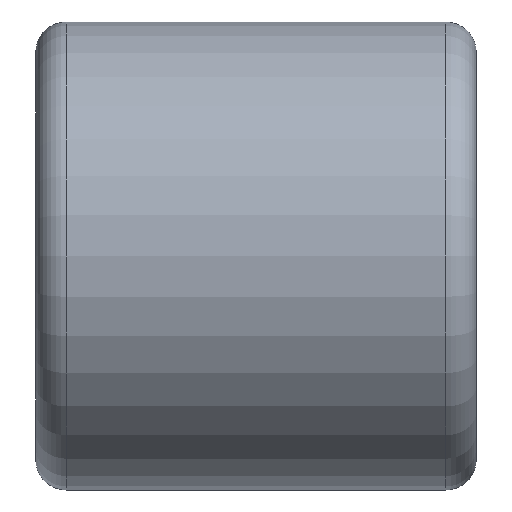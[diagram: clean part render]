
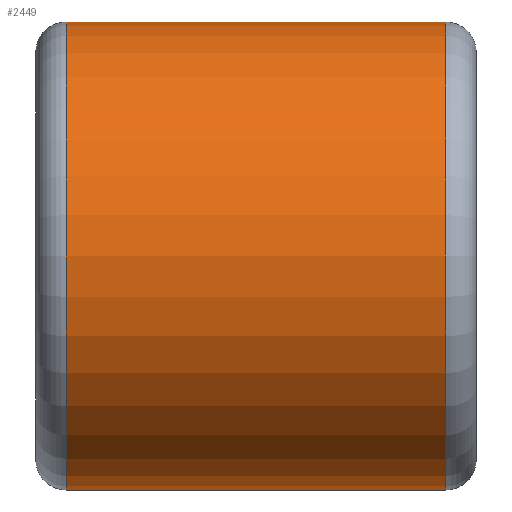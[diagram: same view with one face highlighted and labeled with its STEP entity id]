
A CAD part, front view. The second image highlights one B-rep face of the part: STEP entity #2449.
In plain terms, the highlighted cylindrical face has radius 42.5 mm (diameter 85 mm), a partial arc.
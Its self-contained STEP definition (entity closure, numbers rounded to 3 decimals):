
#246 = EDGE_CURVE ( 'NONE', #685, #4367, #528, .T. ) ;
#339 = DIRECTION ( 'NONE',  ( -1., 0., 0. ) ) ;
#357 = ORIENTED_EDGE ( 'NONE', *, *, #3657, .T. ) ;
#528 = CIRCLE ( 'NONE', #2256, 42.5 ) ;
#670 = EDGE_CURVE ( 'NONE', #4434, #4367, #2028, .T. ) ;
#685 = VERTEX_POINT ( 'NONE', #3791 ) ;
#1029 = FACE_OUTER_BOUND ( 'NONE', #2294, .T. ) ;
#1044 = CARTESIAN_POINT ( 'NONE',  ( -34.5, 0., 249.487 ) ) ;
#1557 = VERTEX_POINT ( 'NONE', #3513 ) ;
#1568 = EDGE_CURVE ( 'NONE', #1557, #685, #1691, .T. ) ;
#1644 = DIRECTION ( 'NONE',  ( -1., 0., 0. ) ) ;
#1691 = LINE ( 'NONE', #3885, #3415 ) ;
#1791 = CARTESIAN_POINT ( 'NONE',  ( 34.5, 0., 249.487 ) ) ;
#1982 = CYLINDRICAL_SURFACE ( 'NONE', #3348, 42.5 ) ;
#2028 = LINE ( 'NONE', #4209, #2266 ) ;
#2256 = AXIS2_PLACEMENT_3D ( 'NONE', #4658, #2826, #4277 ) ;
#2266 = VECTOR ( 'NONE', #1644, 1000. ) ;
#2294 = EDGE_LOOP ( 'NONE', ( #4668, #357, #4340, #4567 ) ) ;
#2449 = ADVANCED_FACE ( 'NONE', ( #1029 ), #1982, .T. ) ;
#2749 = DIRECTION ( 'NONE',  ( -1., 0., 0. ) ) ;
#2826 = DIRECTION ( 'NONE',  ( 1., 0., 0. ) ) ;
#2830 = DIRECTION ( 'NONE',  ( -1., 0., 0. ) ) ;
#3348 = AXIS2_PLACEMENT_3D ( 'NONE', #4381, #339, #4655 ) ;
#3415 = VECTOR ( 'NONE', #2830, 1000. ) ;
#3479 = CIRCLE ( 'NONE', #3625, 42.5 ) ;
#3513 = CARTESIAN_POINT ( 'NONE',  ( 34.5, 0., 334.487 ) ) ;
#3625 = AXIS2_PLACEMENT_3D ( 'NONE', #4589, #2749, #4210 ) ;
#3657 = EDGE_CURVE ( 'NONE', #4434, #1557, #3479, .T. ) ;
#3791 = CARTESIAN_POINT ( 'NONE',  ( -34.5, 0., 334.487 ) ) ;
#3885 = CARTESIAN_POINT ( 'NONE',  ( -57.637, 0., 334.487 ) ) ;
#4209 = CARTESIAN_POINT ( 'NONE',  ( -57.637, 0., 249.487 ) ) ;
#4210 = DIRECTION ( 'NONE',  ( 0., 0., 1. ) ) ;
#4277 = DIRECTION ( 'NONE',  ( 0., 0., -1. ) ) ;
#4340 = ORIENTED_EDGE ( 'NONE', *, *, #1568, .T. ) ;
#4367 = VERTEX_POINT ( 'NONE', #1044 ) ;
#4381 = CARTESIAN_POINT ( 'NONE',  ( -57.637, 0., 291.987 ) ) ;
#4434 = VERTEX_POINT ( 'NONE', #1791 ) ;
#4567 = ORIENTED_EDGE ( 'NONE', *, *, #246, .T. ) ;
#4589 = CARTESIAN_POINT ( 'NONE',  ( 34.5, 0., 291.987 ) ) ;
#4655 = DIRECTION ( 'NONE',  ( 0., 0., 1. ) ) ;
#4658 = CARTESIAN_POINT ( 'NONE',  ( -34.5, 0., 291.987 ) ) ;
#4668 = ORIENTED_EDGE ( 'NONE', *, *, #670, .F. ) ;
